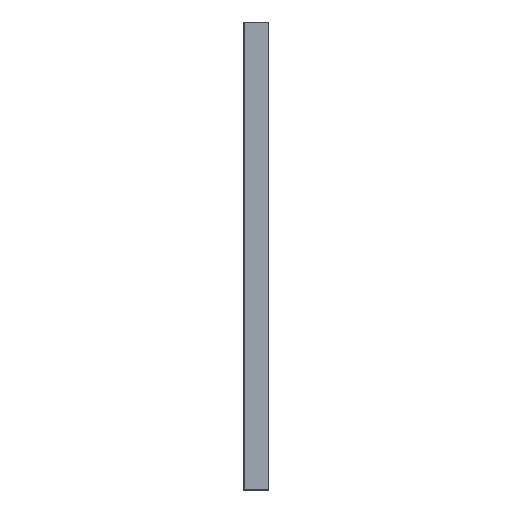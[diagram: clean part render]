
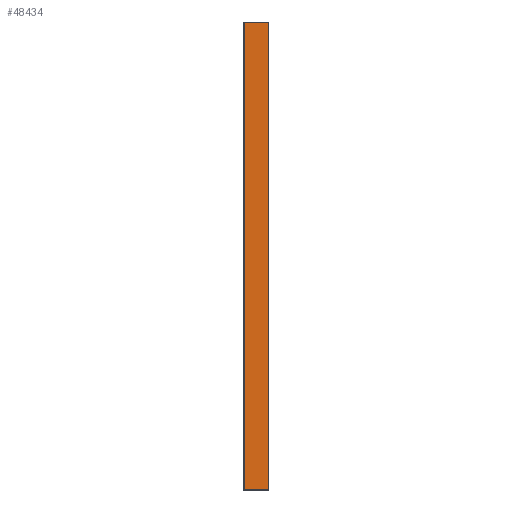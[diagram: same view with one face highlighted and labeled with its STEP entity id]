
A CAD part, front view. The second image highlights one B-rep face of the part: STEP entity #48434.
In plain terms, the highlighted planar face has unit normal (0, -1, 0).
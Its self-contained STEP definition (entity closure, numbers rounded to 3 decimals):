
#37232 = PLANE('',#37233);
#37233 = AXIS2_PLACEMENT_3D('',#37234,#37235,#37236);
#37234 = CARTESIAN_POINT('',(4.,-8.95,0.05));
#37235 = DIRECTION('',(0.,0.707,0.707));
#37236 = DIRECTION('',(1.,0.,0.));
#37591 = PLANE('',#37592);
#37592 = AXIS2_PLACEMENT_3D('',#37593,#37594,#37595);
#37593 = CARTESIAN_POINT('',(4.,-8.95,149.95));
#37594 = DIRECTION('',(0.,-0.707,
    0.707));
#37595 = DIRECTION('',(1.,0.,0.));
#37929 = PLANE('',#37930);
#37930 = AXIS2_PLACEMENT_3D('',#37931,#37932,#37933);
#37931 = CARTESIAN_POINT('',(-3.9,-8.9,0.));
#37932 = DIRECTION('',(-0.707,-0.707,
    0.));
#37933 = DIRECTION('',(0.,0.,1.));
#41955 = VERTEX_POINT('',#41956);
#41956 = CARTESIAN_POINT('',(3.9,-9.,0.1));
#41977 = EDGE_CURVE('',#41955,#41978,#41980,.T.);
#41978 = VERTEX_POINT('',#41979);
#41979 = CARTESIAN_POINT('',(-3.8,-9.,0.1));
#41980 = SURFACE_CURVE('',#41981,(#41985,#41992),.PCURVE_S1.);
#41981 = LINE('',#41982,#41983);
#41982 = CARTESIAN_POINT('',(4.,-9.,0.1));
#41983 = VECTOR('',#41984,1.);
#41984 = DIRECTION('',(-1.,0.,0.));
#41985 = PCURVE('',#37232,#41986);
#41986 = DEFINITIONAL_REPRESENTATION('',(#41987),#41991);
#41987 = LINE('',#41988,#41989);
#41988 = CARTESIAN_POINT('',(0.,-0.071));
#41989 = VECTOR('',#41990,1.);
#41990 = DIRECTION('',(-1.,0.));
#41991 = ( GEOMETRIC_REPRESENTATION_CONTEXT(2) 
PARAMETRIC_REPRESENTATION_CONTEXT() REPRESENTATION_CONTEXT('2D SPACE',''
  ) );
#41992 = PCURVE('',#41993,#41998);
#41993 = PLANE('',#41994);
#41994 = AXIS2_PLACEMENT_3D('',#41995,#41996,#41997);
#41995 = CARTESIAN_POINT('',(4.,-9.,0.));
#41996 = DIRECTION('',(0.,-1.,0.));
#41997 = DIRECTION('',(-1.,0.,0.));
#41998 = DEFINITIONAL_REPRESENTATION('',(#41999),#42003);
#41999 = LINE('',#42000,#42001);
#42000 = CARTESIAN_POINT('',(0.,-0.1));
#42001 = VECTOR('',#42002,1.);
#42002 = DIRECTION('',(1.,0.));
#42003 = ( GEOMETRIC_REPRESENTATION_CONTEXT(2) 
PARAMETRIC_REPRESENTATION_CONTEXT() REPRESENTATION_CONTEXT('2D SPACE',''
  ) );
#42303 = VERTEX_POINT('',#42304);
#42304 = CARTESIAN_POINT('',(3.9,-9.,149.9));
#42325 = EDGE_CURVE('',#42303,#42326,#42328,.T.);
#42326 = VERTEX_POINT('',#42327);
#42327 = CARTESIAN_POINT('',(-3.8,-9.,149.9));
#42328 = SURFACE_CURVE('',#42329,(#42333,#42340),.PCURVE_S1.);
#42329 = LINE('',#42330,#42331);
#42330 = CARTESIAN_POINT('',(4.,-9.,149.9));
#42331 = VECTOR('',#42332,1.);
#42332 = DIRECTION('',(-1.,0.,0.));
#42333 = PCURVE('',#37591,#42334);
#42334 = DEFINITIONAL_REPRESENTATION('',(#42335),#42339);
#42335 = LINE('',#42336,#42337);
#42336 = CARTESIAN_POINT('',(0.,-0.071));
#42337 = VECTOR('',#42338,1.);
#42338 = DIRECTION('',(-1.,0.));
#42339 = ( GEOMETRIC_REPRESENTATION_CONTEXT(2) 
PARAMETRIC_REPRESENTATION_CONTEXT() REPRESENTATION_CONTEXT('2D SPACE',''
  ) );
#42340 = PCURVE('',#41993,#42341);
#42341 = DEFINITIONAL_REPRESENTATION('',(#42342),#42346);
#42342 = LINE('',#42343,#42344);
#42343 = CARTESIAN_POINT('',(0.,-149.9));
#42344 = VECTOR('',#42345,1.);
#42345 = DIRECTION('',(1.,0.));
#42346 = ( GEOMETRIC_REPRESENTATION_CONTEXT(2) 
PARAMETRIC_REPRESENTATION_CONTEXT() REPRESENTATION_CONTEXT('2D SPACE',''
  ) );
#42427 = EDGE_CURVE('',#41978,#42326,#42428,.T.);
#42428 = SURFACE_CURVE('',#42429,(#42433,#42440),.PCURVE_S1.);
#42429 = LINE('',#42430,#42431);
#42430 = CARTESIAN_POINT('',(-3.8,-9.,0.));
#42431 = VECTOR('',#42432,1.);
#42432 = DIRECTION('',(0.,0.,1.));
#42433 = PCURVE('',#37929,#42434);
#42434 = DEFINITIONAL_REPRESENTATION('',(#42435),#42439);
#42435 = LINE('',#42436,#42437);
#42436 = CARTESIAN_POINT('',(0.,-0.141));
#42437 = VECTOR('',#42438,1.);
#42438 = DIRECTION('',(1.,0.));
#42439 = ( GEOMETRIC_REPRESENTATION_CONTEXT(2) 
PARAMETRIC_REPRESENTATION_CONTEXT() REPRESENTATION_CONTEXT('2D SPACE',''
  ) );
#42440 = PCURVE('',#41993,#42441);
#42441 = DEFINITIONAL_REPRESENTATION('',(#42442),#42446);
#42442 = LINE('',#42443,#42444);
#42443 = CARTESIAN_POINT('',(7.8,0.));
#42444 = VECTOR('',#42445,1.);
#42445 = DIRECTION('',(0.,-1.));
#42446 = ( GEOMETRIC_REPRESENTATION_CONTEXT(2) 
PARAMETRIC_REPRESENTATION_CONTEXT() REPRESENTATION_CONTEXT('2D SPACE',''
  ) );
#48210 = PLANE('',#48211);
#48211 = AXIS2_PLACEMENT_3D('',#48212,#48213,#48214);
#48212 = CARTESIAN_POINT('',(3.95,-8.95,0.));
#48213 = DIRECTION('',(0.707,-0.707,0.));
#48214 = DIRECTION('',(0.,0.,1.));
#48434 = ADVANCED_FACE('',(#48435),#41993,.T.);
#48435 = FACE_BOUND('',#48436,.T.);
#48436 = EDGE_LOOP('',(#48437,#48458,#48459,#48460));
#48437 = ORIENTED_EDGE('',*,*,#48438,.T.);
#48438 = EDGE_CURVE('',#41955,#42303,#48439,.T.);
#48439 = SURFACE_CURVE('',#48440,(#48444,#48451),.PCURVE_S1.);
#48440 = LINE('',#48441,#48442);
#48441 = CARTESIAN_POINT('',(3.9,-9.,0.));
#48442 = VECTOR('',#48443,1.);
#48443 = DIRECTION('',(0.,0.,1.));
#48444 = PCURVE('',#41993,#48445);
#48445 = DEFINITIONAL_REPRESENTATION('',(#48446),#48450);
#48446 = LINE('',#48447,#48448);
#48447 = CARTESIAN_POINT('',(0.1,0.));
#48448 = VECTOR('',#48449,1.);
#48449 = DIRECTION('',(0.,-1.));
#48450 = ( GEOMETRIC_REPRESENTATION_CONTEXT(2) 
PARAMETRIC_REPRESENTATION_CONTEXT() REPRESENTATION_CONTEXT('2D SPACE',''
  ) );
#48451 = PCURVE('',#48210,#48452);
#48452 = DEFINITIONAL_REPRESENTATION('',(#48453),#48457);
#48453 = LINE('',#48454,#48455);
#48454 = CARTESIAN_POINT('',(0.,0.071));
#48455 = VECTOR('',#48456,1.);
#48456 = DIRECTION('',(1.,0.));
#48457 = ( GEOMETRIC_REPRESENTATION_CONTEXT(2) 
PARAMETRIC_REPRESENTATION_CONTEXT() REPRESENTATION_CONTEXT('2D SPACE',''
  ) );
#48458 = ORIENTED_EDGE('',*,*,#42325,.T.);
#48459 = ORIENTED_EDGE('',*,*,#42427,.F.);
#48460 = ORIENTED_EDGE('',*,*,#41977,.F.);
